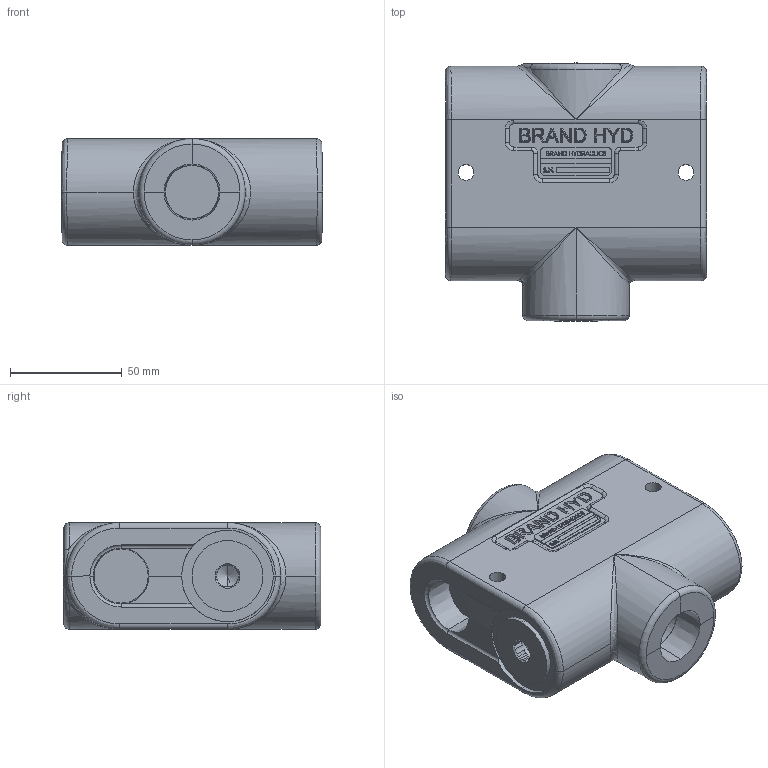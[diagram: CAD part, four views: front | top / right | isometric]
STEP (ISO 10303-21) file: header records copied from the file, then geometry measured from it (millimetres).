
FILE_DESCRIPTION (( 'STEP AP203' ), '1' );
FILE_NAME ('B300 GENERIC VALVE.STEP', '2013-08-02T14:04:24', ( 'branduser' ), ( '' ), 'SwSTEP 2.0', 'SolidWorks 2013', '' );
FILE_SCHEMA (( 'CONFIG_CONTROL_DESIGN' ));
Length unit declared in the file: inch
Products named in the file (1): B300 GENERIC VALVE
Bounding box: 117.12 x 115.41 x 47.62 mm (x, y, z)
Volume: 486665.6 mm3; surface area: 54196.4 mm2
Topology: 2 solids, 4 shells, 615 faces, 1616 edges, 1040 vertices
Faces by surface type: plane 329, bspline 153, cylinder 72, cone 37, torus 24
Entity records: 28700 total; most frequent: CARTESIAN_POINT 14809, ORIENTED_EDGE 3204, DIRECTION 2279, EDGE_CURVE 1602, VERTEX_POINT 1040, VECTOR 929, LINE 929, AXIS2_PLACEMENT_3D 675
